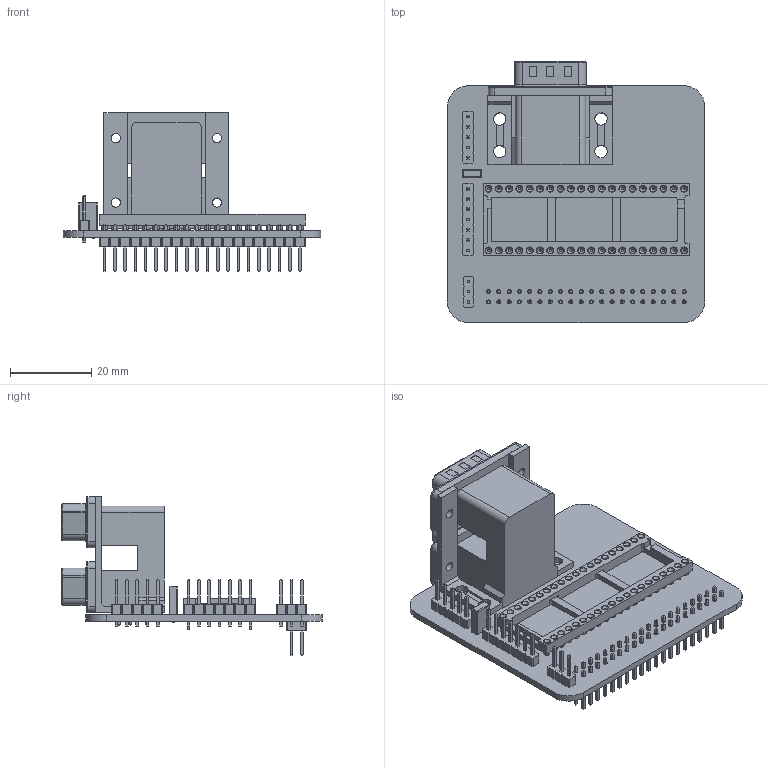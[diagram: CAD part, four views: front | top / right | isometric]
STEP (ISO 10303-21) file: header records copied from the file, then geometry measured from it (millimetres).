
FILE_DESCRIPTION(('KiCad electronic assembly'),'2;1');
FILE_NAME('proto-6522.step','2024-10-26T21:25:07',('Pcbnew'),('Kicad'), 'Open CASCADE STEP processor 7.7','KiCad to STEP converter','Unknown' );
FILE_SCHEMA(('AUTOMOTIVE_DESIGN { 1 0 10303 214 1 1 1 1 }'));
Length unit declared in the file: millimetre
Products named in the file (16): proto-6522 1; 189-009-613r571; C_Rect_L4.6mm_W2.0mm_P2.50mm_MKS02_FKP02; C_Rect_L46mm_W20mm_P250mm_MKS02_FKP02; PinHeader_2x20_P2.54mm_Vertical; PinHeader_2x20_P254mm_Vertical; PinHeader_1x03_P2.54mm_Vertical; PinHeader_1x03_P254mm_Vertical; PinHeader_1x07_P2.54mm_Vertical; PinHeader_1x07_P254mm_Vertical; PinHeader_1x05_P2.54mm_Vertical; PinHeader_1x05_P254mm_Vertical; DIP-40_W15.24mm_Socket; DIP_40_W1524mm_Socket; proto-6522_PCB
Assembly tree (15 placements, depth 3):
  proto-6522 1
    189-009-613r571
      189-009-613r571
    C_Rect_L4.6mm_W2.0mm_P2.50mm_MKS02_FKP02
      C_Rect_L46mm_W20mm_P250mm_MKS02_FKP02
    PinHeader_2x20_P2.54mm_Vertical
      PinHeader_2x20_P254mm_Vertical
    PinHeader_1x03_P2.54mm_Vertical
      PinHeader_1x03_P254mm_Vertical
    PinHeader_1x07_P2.54mm_Vertical
      PinHeader_1x07_P254mm_Vertical
    PinHeader_1x05_P2.54mm_Vertical
      PinHeader_1x05_P254mm_Vertical
    DIP-40_W15.24mm_Socket
      DIP_40_W1524mm_Socket
    proto-6522_PCB
Bounding box: 63.5 x 64.39 x 39.15 mm (x, y, z)
Volume: 17410.6 mm3; surface area: 20420 mm2
Topology: 8 solids, 8 shells, 2515 faces, 5735 edges, 3568 vertices
Faces by surface type: plane 1848, cylinder 435, cone 120, bspline 48, revolution 36, torus 24, sphere 4
Full cylindrical faces by diameter (mm): 0.4 x2, 0.508 x80, 0.7 x2, 0.8 x40, 1 x73, 1.524 x40, 1.724 x40, 3.2 x4
Entity records: 85857 total; most frequent: CARTESIAN_POINT 14750, DIRECTION 11687, ORIENTED_EDGE 11390, EDGE_CURVE 5695, LINE 4441, VECTOR 4441, AXIS2_PLACEMENT_3D 3605, VERTEX_POINT 3568
